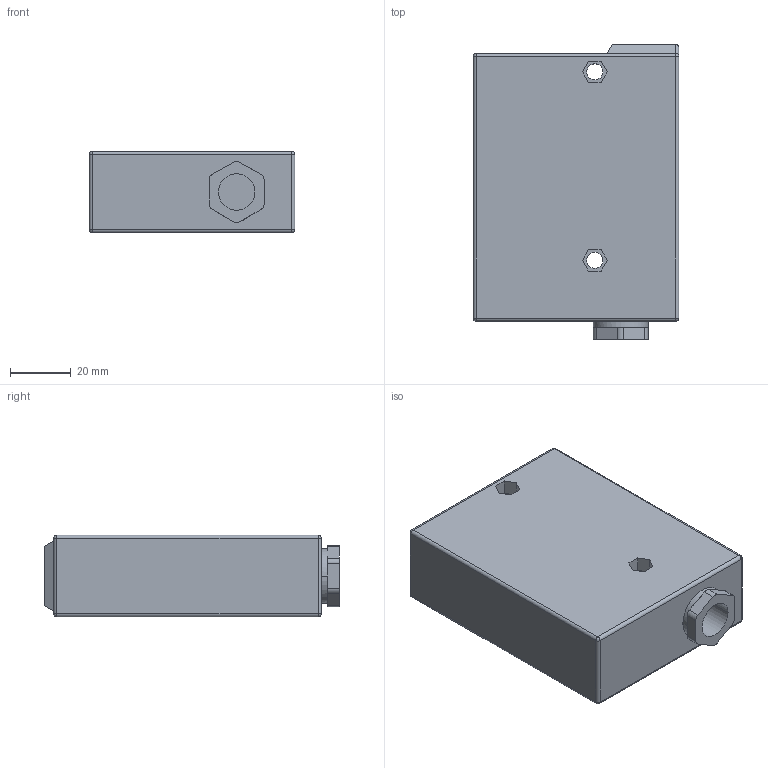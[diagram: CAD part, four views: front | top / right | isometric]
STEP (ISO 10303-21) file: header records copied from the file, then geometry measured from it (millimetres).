
FILE_DESCRIPTION((''),'2;1');
FILE_NAME('RL23_F400069B','2006-10-19T',('Pepperl+Fuchs'),('IndustrieHansa'),'PRO/ENGINEER BY PARAMETRIC TECHNOLOGY CORPORATION, 2006200','PRO/ENGINEER BY PARAMETRIC TECHNOLOGY CORPORATION, 2006200','');
FILE_SCHEMA(('AUTOMOTIVE_DESIGN_CC2 { 1 2 10303 214 -1 1 5 2 }'));
Length unit declared in the file: millimetre
Products named in the file (1): RL23_F400069B
Bounding box: 67.6 x 97 x 26.8 mm (x, y, z)
Volume: 159483.2 mm3; surface area: 21894.2 mm2
Topology: 1 solids, 1 shells, 98 faces, 248 edges, 176 vertices
Faces by surface type: plane 56, cylinder 34, sphere 8
Entity records: 3992 total; most frequent: CARTESIAN_POINT 553, DIRECTION 494, ORIENTED_EDGE 460, PRESENTATION_STYLE_ASSIGNMENT 278, STYLED_ITEM 260, CURVE_STYLE 251, EDGE_CURVE 230, VECTOR 184
